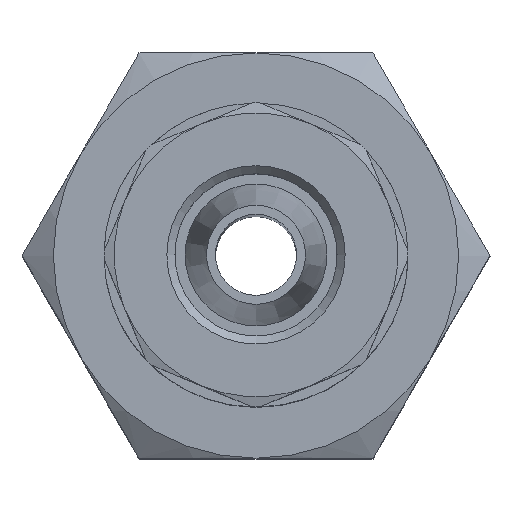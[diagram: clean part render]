
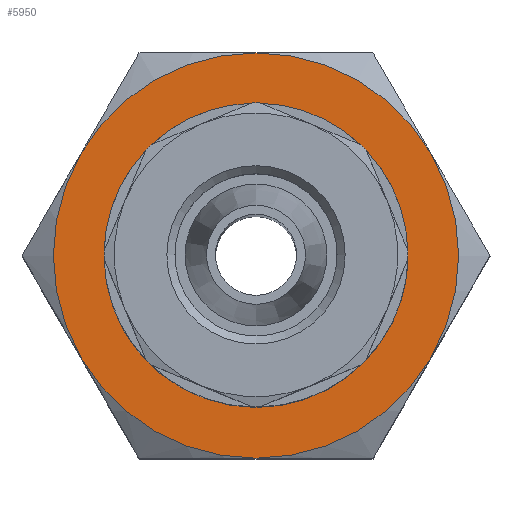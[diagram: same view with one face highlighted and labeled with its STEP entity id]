
A CAD part, top view. The second image highlights one B-rep face of the part: STEP entity #5950.
In plain terms, the highlighted planar face has unit normal (0, 0, 1).
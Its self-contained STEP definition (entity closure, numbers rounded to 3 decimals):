
#3226=ORIENTED_EDGE('',*,*,#3821,.T.);
#3227=ORIENTED_EDGE('',*,*,#3795,.T.);
#3228=ORIENTED_EDGE('',*,*,#3801,.T.);
#3229=ORIENTED_EDGE('',*,*,#3807,.T.);
#3230=ORIENTED_EDGE('',*,*,#3822,.T.);
#3231=ORIENTED_EDGE('',*,*,#3818,.T.);
#3232=ORIENTED_EDGE('',*,*,#3823,.T.);
#3431=CIRCLE('',#5685,5.);
#3432=CIRCLE('',#5692,5.);
#3433=CIRCLE('',#5699,5.);
#3434=CIRCLE('',#5712,5.);
#3435=CIRCLE('',#5717,5.);
#3436=CIRCLE('',#5719,5.);
#3437=CIRCLE('',#5720,3.34);
#3575=VERTEX_POINT('',#5295);
#3578=VERTEX_POINT('',#5304);
#3581=VERTEX_POINT('',#5315);
#3584=VERTEX_POINT('',#5326);
#3588=VERTEX_POINT('',#5340);
#3590=VERTEX_POINT('',#5347);
#3591=VERTEX_POINT('',#5357);
#3795=EDGE_CURVE('',#3575,#3578,#3431,.T.);
#3801=EDGE_CURVE('',#3578,#3581,#3432,.T.);
#3807=EDGE_CURVE('',#3581,#3584,#3433,.T.);
#3818=EDGE_CURVE('',#3588,#3590,#3434,.T.);
#3821=EDGE_CURVE('',#3590,#3575,#3435,.T.);
#3822=EDGE_CURVE('',#3584,#3588,#3436,.T.);
#3823=EDGE_CURVE('',#3591,#3591,#3437,.T.);
#3999=EDGE_LOOP('',(#3226,#3227,#3228,#3229,#3230,#3231));
#4000=EDGE_LOOP('',(#3232));
#4167=FACE_BOUND('',#3999,.T.);
#4168=FACE_BOUND('',#4000,.T.);
#4684=DIRECTION('',(0.,0.,1.));
#4685=DIRECTION('',(0.,5.,0.));
#4699=DIRECTION('',(0.,0.,1.));
#4700=DIRECTION('',(0.,5.,0.));
#4714=DIRECTION('',(0.,0.,1.));
#4715=DIRECTION('',(0.,5.,0.));
#4742=DIRECTION('',(0.,0.,1.));
#4743=DIRECTION('',(0.,5.,0.));
#4752=DIRECTION('',(0.,0.,1.));
#4753=DIRECTION('',(0.,5.,0.));
#4754=DIRECTION('',(0.,0.,1.));
#4755=DIRECTION('',(0.,-1.,0.));
#4756=DIRECTION('',(0.,0.,1.));
#4757=DIRECTION('',(0.,5.,0.));
#4758=DIRECTION('',(0.,0.,-1.));
#4759=DIRECTION('',(0.,3.34,0.));
#5295=CARTESIAN_POINT('',(-4.33,2.5,4.));
#5304=CARTESIAN_POINT('',(-4.33,-2.5,4.));
#5306=CARTESIAN_POINT('',(0.,0.,4.));
#5315=CARTESIAN_POINT('',(0.,-5.,4.));
#5317=CARTESIAN_POINT('',(0.,0.,4.));
#5326=CARTESIAN_POINT('',(4.33,-2.5,4.));
#5328=CARTESIAN_POINT('',(0.,0.,4.));
#5340=CARTESIAN_POINT('',(4.33,2.5,4.));
#5347=CARTESIAN_POINT('',(0.,5.,4.));
#5349=CARTESIAN_POINT('',(0.,0.,4.));
#5354=CARTESIAN_POINT('',(0.,0.,4.));
#5355=CARTESIAN_POINT('',(-4.33,-2.5,4.));
#5356=CARTESIAN_POINT('',(0.,0.,4.));
#5357=CARTESIAN_POINT('',(0.,3.34,4.));
#5358=CARTESIAN_POINT('',(0.,0.,4.));
#5685=AXIS2_PLACEMENT_3D('',#5306,#4684,#4685);
#5692=AXIS2_PLACEMENT_3D('',#5317,#4699,#4700);
#5699=AXIS2_PLACEMENT_3D('',#5328,#4714,#4715);
#5712=AXIS2_PLACEMENT_3D('',#5349,#4742,#4743);
#5717=AXIS2_PLACEMENT_3D('',#5354,#4752,#4753);
#5718=AXIS2_PLACEMENT_3D('',#5355,#4754,#4755);
#5719=AXIS2_PLACEMENT_3D('',#5356,#4756,#4757);
#5720=AXIS2_PLACEMENT_3D('',#5358,#4758,#4759);
#5847=PLANE('',#5718);
#5950=ADVANCED_FACE('',(#4167,#4168),#5847,.T.);
